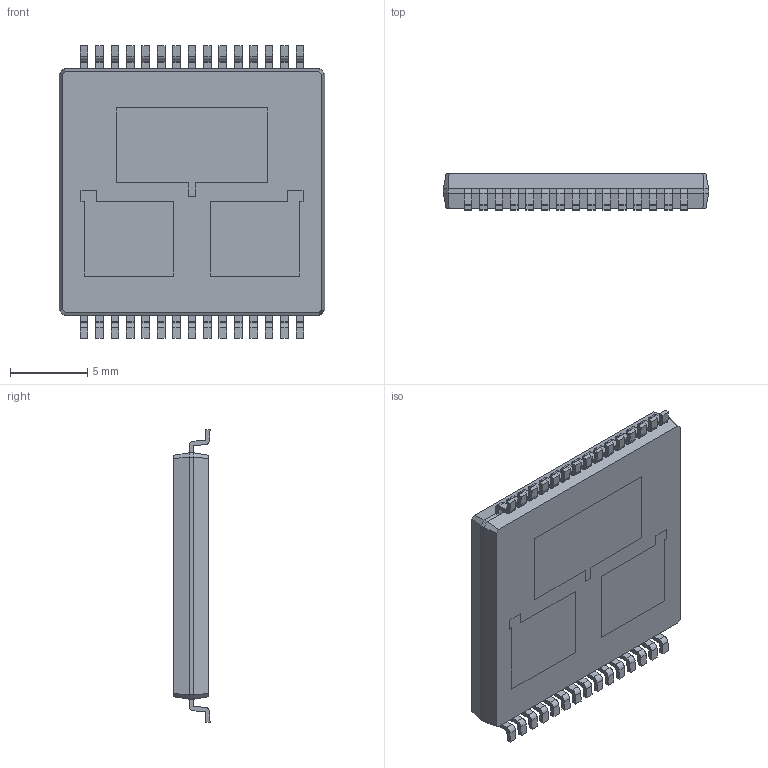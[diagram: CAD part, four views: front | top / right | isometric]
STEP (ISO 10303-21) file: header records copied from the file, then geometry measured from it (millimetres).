
FILE_DESCRIPTION (( 'STEP AP214' ), '1' );
FILE_NAME ('VNH5019ATR-E.STEP', '2019-05-21T14:30:37', ( '' ), ( '' ), 'SwSTEP 2.0', 'SolidWorks 2017', '' );
FILE_SCHEMA (( 'AUTOMOTIVE_DESIGN' ));
Length unit declared in the file: millimetre
Products named in the file (1): VNH5019ATR-E
Bounding box: 17.2 x 2.35 x 19 mm (x, y, z)
Volume: 616.6 mm3; surface area: 1022.3 mm2
Topology: 34 solids, 34 shells, 512 faces, 1298 edges, 860 vertices
Faces by surface type: plane 386, cylinder 126
Entity records: 20136 total; most frequent: CARTESIAN_POINT 2671, ORIENTED_EDGE 2596, DIRECTION 2576, EDGE_CURVE 1298, LINE 1046, VECTOR 1046, VERTEX_POINT 860, AXIS2_PLACEMENT_3D 765
